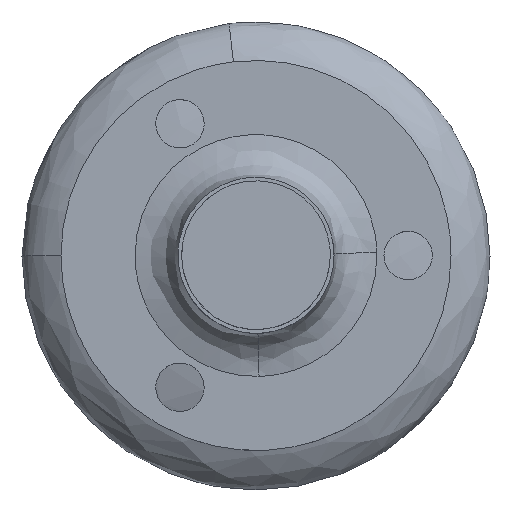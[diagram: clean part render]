
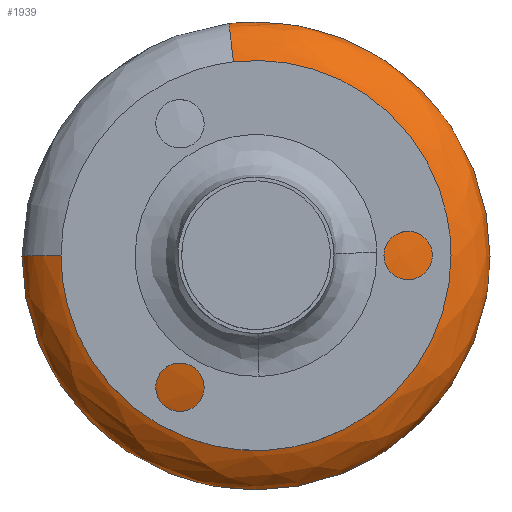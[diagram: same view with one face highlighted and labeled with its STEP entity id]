
A CAD part, top view. The second image highlights one B-rep face of the part: STEP entity #1939.
In plain terms, the highlighted free-form (B-spline) face has degree [2, 2] with [5, 9] control points.
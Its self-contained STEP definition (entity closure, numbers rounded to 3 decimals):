
#1722=CARTESIAN_POINT('',(0.291,-4.754,-28.233));
#1723=VERTEX_POINT('',#1722);
#1729=CARTESIAN_POINT('',(4.763,0.0,-28.233));
#1730=VERTEX_POINT('',#1729);
#1731=CARTESIAN_POINT('',(4.763,0.0,-28.233));
#1732=CARTESIAN_POINT('',(4.763,-4.48,-28.233));
#1733=CARTESIAN_POINT('',(0.291,-4.754,-28.233));
#1741=(BOUNDED_CURVE()B_SPLINE_CURVE(2,(#1731,#1732,#1733),.UNSPECIFIED.,.F.,.U.)B_SPLINE_CURVE_WITH_KNOTS((3,3),(0.5,0.739),.UNSPECIFIED.)CURVE()GEOMETRIC_REPRESENTATION_ITEM()RATIONAL_B_SPLINE_CURVE((1.0,0.72,0.976))REPRESENTATION_ITEM(''));
#1742=EDGE_CURVE('',#1730,#1723,#1741,.T.);
#1744=CARTESIAN_POINT('',(-0.55,4.731,-28.233));
#1745=VERTEX_POINT('',#1744);
#1746=CARTESIAN_POINT('',(-0.55,4.731,-28.233));
#1747=CARTESIAN_POINT('',(-0.276,4.762,-28.233));
#1748=CARTESIAN_POINT('',(0.0,4.763,-28.233));
#1749=CARTESIAN_POINT('',(4.763,4.763,-28.233));
#1750=CARTESIAN_POINT('',(4.763,0.0,-28.233));
#1758=(BOUNDED_CURVE()B_SPLINE_CURVE(2,(#1746,#1747,#1748,#1749,#1750),.UNSPECIFIED.,.F.,.U.)B_SPLINE_CURVE_WITH_KNOTS((3,2,3),(0.23,0.25,0.5),.UNSPECIFIED.)CURVE()GEOMETRIC_REPRESENTATION_ITEM()RATIONAL_B_SPLINE_CURVE((0.957,0.977,1.0,0.707,1.0))REPRESENTATION_ITEM(''));
#1759=EDGE_CURVE('',#1745,#1730,#1758,.T.);
#1761=CARTESIAN_POINT('',(-4.762,0.0,-28.233));
#1762=VERTEX_POINT('',#1761);
#1776=CARTESIAN_POINT('',(-4.458,-1.675,-28.233));
#1777=VERTEX_POINT('',#1776);
#1778=CARTESIAN_POINT('',(-4.458,-1.675,-28.233));
#1779=CARTESIAN_POINT('',(-4.763,-0.865,-28.233));
#1780=CARTESIAN_POINT('',(-4.763,0.0,-28.233));
#1788=(BOUNDED_CURVE()B_SPLINE_CURVE(2,(#1778,#1779,#1780),.UNSPECIFIED.,.F.,.U.)B_SPLINE_CURVE_WITH_KNOTS((3,3),(0.94,1.0),.UNSPECIFIED.)CURVE()GEOMETRIC_REPRESENTATION_ITEM()RATIONAL_B_SPLINE_CURVE((0.893,0.93,1.0))REPRESENTATION_ITEM(''));
#1789=EDGE_CURVE('',#1777,#1762,#1788,.T.);
#1829=CARTESIAN_POINT('',(0.291,-4.754,-28.233));
#1830=CARTESIAN_POINT('',(0.146,-4.763,-28.233));
#1831=CARTESIAN_POINT('',(0.0,-4.763,-28.233));
#1832=CARTESIAN_POINT('',(-3.299,-4.763,-28.233));
#1833=CARTESIAN_POINT('',(-4.458,-1.675,-28.233));
#1841=(BOUNDED_CURVE()B_SPLINE_CURVE(2,(#1829,#1830,#1831,#1832,#1833),.UNSPECIFIED.,.F.,.U.)B_SPLINE_CURVE_WITH_KNOTS((3,2,3),(0.739,0.75,0.94),.UNSPECIFIED.)CURVE()GEOMETRIC_REPRESENTATION_ITEM()RATIONAL_B_SPLINE_CURVE((0.976,0.988,1.0,0.777,0.893))REPRESENTATION_ITEM(''));
#1842=EDGE_CURVE('',#1723,#1777,#1841,.T.);
#1848=CARTESIAN_POINT('',(-0.55,4.731,-28.233));
#1849=CARTESIAN_POINT('',(-1.946,16.743,-29.448));
#1850=CARTESIAN_POINT('',(-1.709,14.706,-33.224));
#1851=CARTESIAN_POINT('',(-1.473,12.668,-37.0));
#1852=CARTESIAN_POINT('',(0.,0.,-37.));
#1853=CARTESIAN_POINT('',(-0.276,4.762,-28.233));
#1854=CARTESIAN_POINT('',(-0.976,16.856,-29.448));
#1855=CARTESIAN_POINT('',(-0.858,14.805,-33.224));
#1856=CARTESIAN_POINT('',(-0.739,12.753,-37.0));
#1857=CARTESIAN_POINT('',(0.0,0.,-37.0));
#1858=CARTESIAN_POINT('',(0.0,4.762,-28.233));
#1859=CARTESIAN_POINT('',(0.0,16.856,-29.448));
#1860=CARTESIAN_POINT('',(0.0,14.805,-33.224));
#1861=CARTESIAN_POINT('',(0.0,12.753,-37.));
#1862=CARTESIAN_POINT('',(0.0,0.,-37.0));
#1863=CARTESIAN_POINT('',(4.762,4.762,-28.233));
#1864=CARTESIAN_POINT('',(16.856,16.856,-29.448));
#1865=CARTESIAN_POINT('',(14.805,14.805,-33.224));
#1866=CARTESIAN_POINT('',(12.753,12.753,-37.));
#1867=CARTESIAN_POINT('',(0.,0.0,-37.0));
#1868=CARTESIAN_POINT('',(4.762,0.0,-28.233));
#1869=CARTESIAN_POINT('',(16.856,0.0,-29.448));
#1870=CARTESIAN_POINT('',(14.805,0.0,-33.224));
#1871=CARTESIAN_POINT('',(12.753,0.0,-37.));
#1872=CARTESIAN_POINT('',(0.,0.0,-37.0));
#1873=CARTESIAN_POINT('',(4.762,-4.762,-28.233));
#1874=CARTESIAN_POINT('',(16.856,-16.856,-29.448));
#1875=CARTESIAN_POINT('',(14.805,-14.805,-33.224));
#1876=CARTESIAN_POINT('',(12.753,-12.753,-37.));
#1877=CARTESIAN_POINT('',(0.0,0.,-37.0));
#1878=CARTESIAN_POINT('',(0.0,-4.762,-28.233));
#1879=CARTESIAN_POINT('',(0.0,-16.856,-29.448));
#1880=CARTESIAN_POINT('',(0.0,-14.805,-33.224));
#1881=CARTESIAN_POINT('',(0.0,-12.753,-37.));
#1882=CARTESIAN_POINT('',(0.0,0.,-37.0));
#1883=CARTESIAN_POINT('',(-4.762,-4.762,-28.233));
#1884=CARTESIAN_POINT('',(-16.856,-16.856,-29.448));
#1885=CARTESIAN_POINT('',(-14.805,-14.805,-33.224));
#1886=CARTESIAN_POINT('',(-12.753,-12.753,-37.));
#1887=CARTESIAN_POINT('',(0.,0.0,-37.0));
#1888=CARTESIAN_POINT('',(-4.762,0.0,-28.233));
#1889=CARTESIAN_POINT('',(-16.856,0.0,-29.448));
#1890=CARTESIAN_POINT('',(-14.805,0.0,-33.224));
#1891=CARTESIAN_POINT('',(-12.753,0.0,-37.));
#1892=CARTESIAN_POINT('',(0.,0.0,-37.0));
#1900=(BOUNDED_SURFACE()B_SPLINE_SURFACE(2,2,((#1848,#1853,#1858,#1863,#1868,#1873,#1878,#1883,#1888),(#1849,#1854,#1859,#1864,#1869,#1874,#1879,#1884,#1889),(#1850,#1855,#1860,#1865,#1870,#1875,#1880,#1885,#1890),(#1851,#1856,#1861,#1866,#1871,#1876,#1881,#1886,#1891),(#1852,#1857,#1862,#1867,#1872,#1877,#1882,#1887,#1892)),.UNSPECIFIED.,.F.,.F.,.U.)B_SPLINE_SURFACE_WITH_KNOTS((3,2,3),(3,2,2,2,3),(0.0,0.5,1.0),(0.23,0.25,0.5,0.75,1.0),.UNSPECIFIED.)GEOMETRIC_REPRESENTATION_ITEM()RATIONAL_B_SPLINE_SURFACE(((0.957,0.977,1.0,0.707,1.0,0.707,1.0,0.707,1.0),(0.729,0.744,0.762,0.539,0.762,0.539,0.762,0.539,0.762),(0.957,0.977,1.0,0.707,1.0,0.707,1.0,0.707,1.0),(0.729,0.744,0.762,0.539,0.762,0.539,0.762,0.539,0.762),(0.957,0.977,1.0,0.707,1.0,0.707,1.0,0.707,1.0)))REPRESENTATION_ITEM('')SURFACE());
#1901=ORIENTED_EDGE('',*,*,#1759,.T.);
#1902=ORIENTED_EDGE('',*,*,#1742,.T.);
#1903=ORIENTED_EDGE('',*,*,#1842,.T.);
#1904=ORIENTED_EDGE('',*,*,#1789,.T.);
#1905=CARTESIAN_POINT('',(0.,0.,-37.0));
#1906=VERTEX_POINT('',#1905);
#1907=CARTESIAN_POINT('',(-4.762,0.0,-28.233));
#1908=CARTESIAN_POINT('',(-16.856,0.0,-29.448));
#1909=CARTESIAN_POINT('',(-14.805,0.0,-33.224));
#1910=CARTESIAN_POINT('',(-12.753,0.0,-37.));
#1911=CARTESIAN_POINT('',(0.,0.0,-37.0));
#1919=(BOUNDED_CURVE()B_SPLINE_CURVE(2,(#1907,#1908,#1909,#1910,#1911),.UNSPECIFIED.,.F.,.U.)B_SPLINE_CURVE_WITH_KNOTS((3,2,3),(0.0,0.5,1.0),.UNSPECIFIED.)CURVE()GEOMETRIC_REPRESENTATION_ITEM()RATIONAL_B_SPLINE_CURVE((1.0,0.762,1.0,0.762,1.0))REPRESENTATION_ITEM(''));
#1920=EDGE_CURVE('',#1762,#1906,#1919,.T.);
#1921=ORIENTED_EDGE('',*,*,#1920,.T.);
#1922=CARTESIAN_POINT('',(-0.55,4.731,-28.233));
#1923=CARTESIAN_POINT('',(-1.946,16.743,-29.448));
#1924=CARTESIAN_POINT('',(-1.709,14.706,-33.224));
#1925=CARTESIAN_POINT('',(-1.473,12.668,-37.0));
#1926=CARTESIAN_POINT('',(0.,0.,-37.));
#1934=(BOUNDED_CURVE()B_SPLINE_CURVE(2,(#1922,#1923,#1924,#1925,#1926),.UNSPECIFIED.,.F.,.U.)B_SPLINE_CURVE_WITH_KNOTS((3,2,3),(0.0,0.5,1.0),.UNSPECIFIED.)CURVE()GEOMETRIC_REPRESENTATION_ITEM()RATIONAL_B_SPLINE_CURVE((0.957,0.729,0.957,0.729,0.957))REPRESENTATION_ITEM(''));
#1935=EDGE_CURVE('',#1745,#1906,#1934,.T.);
#1936=ORIENTED_EDGE('',*,*,#1935,.F.);
#1937=EDGE_LOOP('',(#1901,#1902,#1903,#1904,#1921,#1936));
#1938=FACE_OUTER_BOUND('',#1937,.T.);
#1939=ADVANCED_FACE('',(#1938),#1900,.F.);
